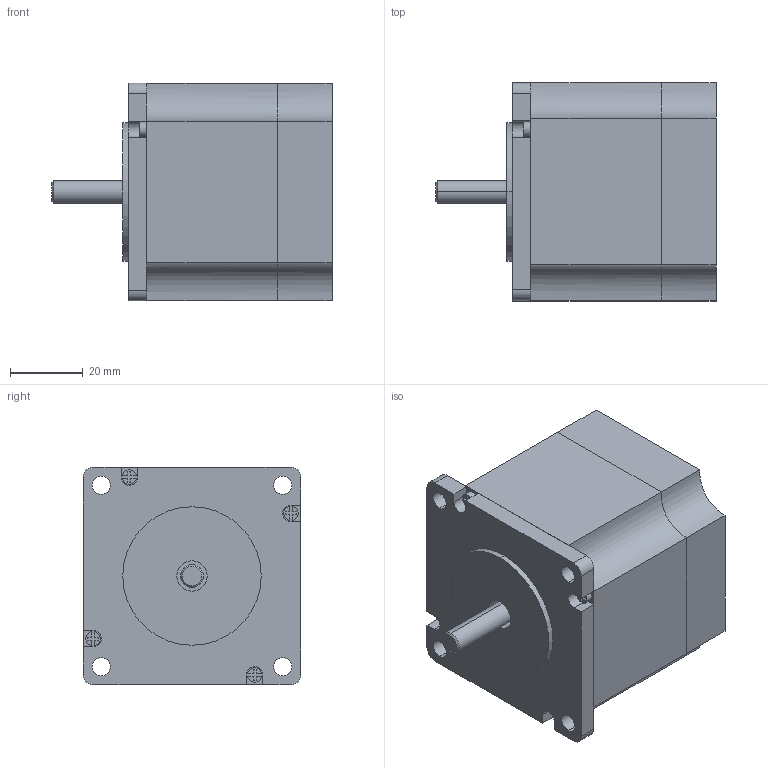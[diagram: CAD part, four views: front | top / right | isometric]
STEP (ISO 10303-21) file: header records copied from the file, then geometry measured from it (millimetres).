
FILE_DESCRIPTION (( 'STEP AP214' ), '1' );
FILE_NAME ('60HS5630A4-50.STEP', '2023-02-24T01:08:58', ( 'Windows 蚚誧' ), ( 'Organization' ), 'SwSTEP 2.0', 'SolidWorks 2021', '' );
FILE_SCHEMA (( 'AUTOMOTIVE_DESIGN' ));
Length unit declared in the file: millimetre
Products named in the file (1): 60HS5630A4-50
Bounding box: 77.1 x 60 x 60 mm (x, y, z)
Volume: 185635.2 mm3; surface area: 34237.7 mm2
Topology: 11 solids, 11 shells, 147 faces, 349 edges, 232 vertices
Faces by surface type: plane 94, cylinder 43, bspline 8, cone 2
Entity records: 4490 total; most frequent: CARTESIAN_POINT 801, DIRECTION 701, ORIENTED_EDGE 698, EDGE_CURVE 349, LINE 245, VECTOR 245, VERTEX_POINT 232, AXIS2_PLACEMENT_3D 228
